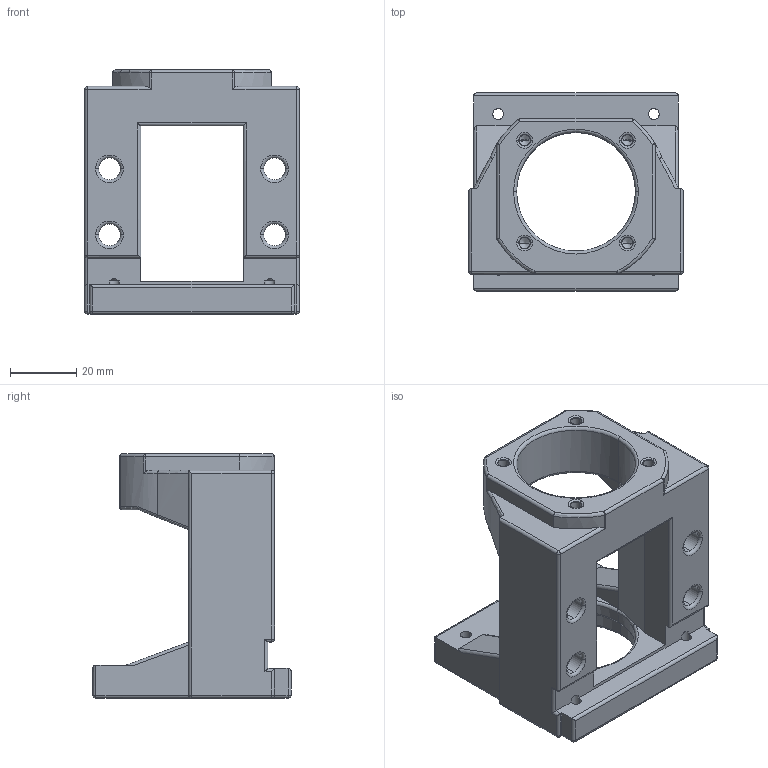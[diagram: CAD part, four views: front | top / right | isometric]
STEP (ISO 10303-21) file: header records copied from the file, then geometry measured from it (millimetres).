
FILE_DESCRIPTION(/* description */ ('Alibre Inc.'),/* implementation_level */ '2;1');
FILE_NAME(/* name */ 'export-67772AA6-C901-41EF-9BE8-9C06B4A064EA',/* time_stamp */ '2021-05-11T17:06:36+02:00',/* author */ (''),/* organization */ (''),/* preprocessor_version */ 'ST-DEVELOPER v17',/* originating_system */ 'Alibre',/* authorisation */ '');
FILE_SCHEMA (('AUTOMOTIVE_DESIGN'));
Length unit declared in the file: millimetre
Bounding box: 65 x 60 x 74 mm (x, y, z)
Volume: 89195.1 mm3; surface area: 26231.7 mm2
Topology: 1 solids, 1 shells, 242 faces, 599 edges, 336 vertices
Faces by surface type: cylinder 100, plane 45, torus 44, cone 26, sphere 20, bspline 7
Entity records: 9020 total; most frequent: CARTESIAN_POINT 3574, ORIENTED_EDGE 1146, DIRECTION 1114, EDGE_CURVE 573, AXIS2_PLACEMENT_3D 474, VERTEX_POINT 336, EDGE_LOOP 267, FACE_BOUND 267
